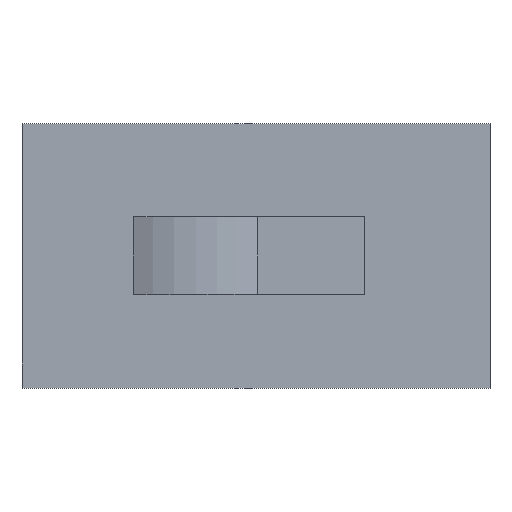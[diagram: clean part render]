
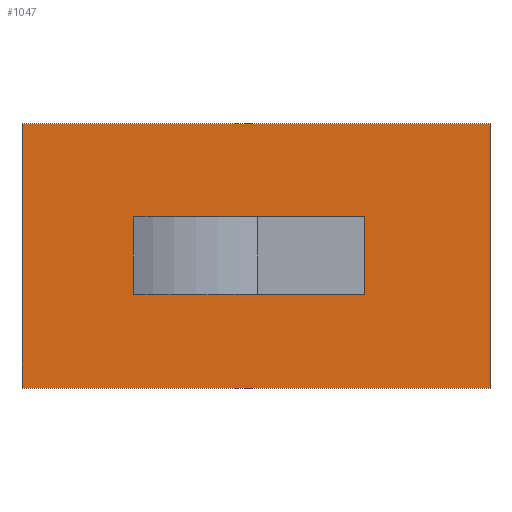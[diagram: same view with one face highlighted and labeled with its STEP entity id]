
A CAD part, top view. The second image highlights one B-rep face of the part: STEP entity #1047.
In plain terms, the highlighted planar face has unit normal (0, 0, 1).
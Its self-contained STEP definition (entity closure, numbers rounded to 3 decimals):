
#15=FACE_BOUND('',#165,.T.);
#99=FACE_OUTER_BOUND('',#164,.T.);
#164=EDGE_LOOP('',(#909,#910,#911,#912));
#165=EDGE_LOOP('',(#913,#914,#915,#916));
#291=LINE('',#1783,#405);
#295=LINE('',#1791,#409);
#298=LINE('',#1797,#412);
#301=LINE('',#1802,#415);
#305=LINE('',#1810,#419);
#306=LINE('',#1813,#420);
#307=LINE('',#1815,#421);
#308=LINE('',#1816,#422);
#405=VECTOR('',#1396,10.);
#409=VECTOR('',#1402,10.);
#412=VECTOR('',#1407,10.);
#415=VECTOR('',#1412,10.);
#419=VECTOR('',#1420,10.);
#420=VECTOR('',#1423,10.);
#421=VECTOR('',#1424,10.);
#422=VECTOR('',#1425,10.);
#507=VERTEX_POINT('',#1781);
#508=VERTEX_POINT('',#1782);
#511=VERTEX_POINT('',#1790);
#513=VERTEX_POINT('',#1796);
#515=VERTEX_POINT('',#1806);
#516=VERTEX_POINT('',#1808);
#517=VERTEX_POINT('',#1812);
#518=VERTEX_POINT('',#1814);
#639=EDGE_CURVE('',#507,#508,#291,.T.);
#643=EDGE_CURVE('',#511,#507,#295,.T.);
#646=EDGE_CURVE('',#513,#511,#298,.T.);
#649=EDGE_CURVE('',#508,#513,#301,.T.);
#653=EDGE_CURVE('',#515,#516,#305,.T.);
#654=EDGE_CURVE('',#517,#515,#306,.T.);
#655=EDGE_CURVE('',#518,#516,#307,.T.);
#656=EDGE_CURVE('',#517,#518,#308,.T.);
#909=ORIENTED_EDGE('',*,*,#654,.T.);
#910=ORIENTED_EDGE('',*,*,#653,.T.);
#911=ORIENTED_EDGE('',*,*,#655,.F.);
#912=ORIENTED_EDGE('',*,*,#656,.F.);
#913=ORIENTED_EDGE('',*,*,#639,.T.);
#914=ORIENTED_EDGE('',*,*,#649,.T.);
#915=ORIENTED_EDGE('',*,*,#646,.T.);
#916=ORIENTED_EDGE('',*,*,#643,.T.);
#986=PLANE('',#1150);
#1047=ADVANCED_FACE('',(#99,#15),#986,.T.);
#1150=AXIS2_PLACEMENT_3D('',#1811,#1421,#1422);
#1396=DIRECTION('',(0.,-1.,0.));
#1402=DIRECTION('',(1.,0.,0.));
#1407=DIRECTION('',(0.,1.,0.));
#1412=DIRECTION('',(-1.,0.,0.));
#1420=DIRECTION('',(0.,1.,0.));
#1421=DIRECTION('center_axis',(0.,0.,1.));
#1422=DIRECTION('ref_axis',(1.,0.,0.));
#1423=DIRECTION('',(1.,0.,0.));
#1424=DIRECTION('',(1.,0.,0.));
#1425=DIRECTION('',(0.,1.,0.));
#1781=CARTESIAN_POINT('',(4.445,6.985,7.32));
#1782=CARTESIAN_POINT('',(4.445,3.805,7.32));
#1783=CARTESIAN_POINT('',(4.445,3.493,7.32));
#1790=CARTESIAN_POINT('',(-4.445,6.985,7.32));
#1791=CARTESIAN_POINT('',(-6.998,6.985,7.32));
#1796=CARTESIAN_POINT('',(-4.445,3.805,7.32));
#1797=CARTESIAN_POINT('',(-4.445,1.903,7.32));
#1802=CARTESIAN_POINT('',(-2.553,3.805,7.32));
#1806=CARTESIAN_POINT('',(9.55,0.,7.32));
#1808=CARTESIAN_POINT('',(9.55,10.79,7.32));
#1810=CARTESIAN_POINT('',(9.55,0.,7.32));
#1811=CARTESIAN_POINT('Origin',(-9.55,0.,7.32));
#1812=CARTESIAN_POINT('',(-9.55,0.,7.32));
#1813=CARTESIAN_POINT('',(-9.55,0.,7.32));
#1814=CARTESIAN_POINT('',(-9.55,10.79,7.32));
#1815=CARTESIAN_POINT('',(-9.55,10.79,7.32));
#1816=CARTESIAN_POINT('',(-9.55,0.,7.32));
